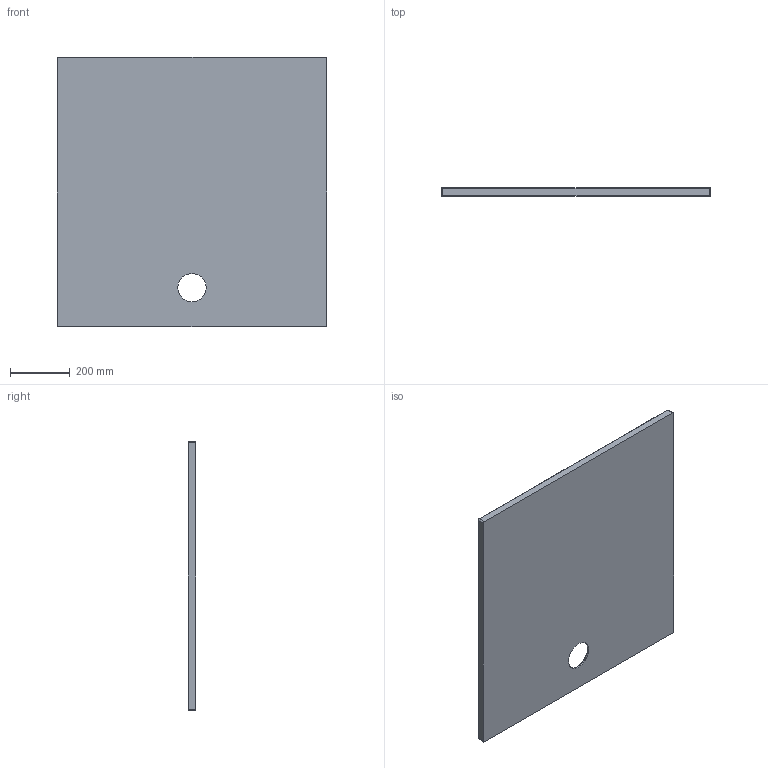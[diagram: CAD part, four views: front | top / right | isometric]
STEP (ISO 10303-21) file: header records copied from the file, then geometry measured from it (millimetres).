
FILE_DESCRIPTION (( 'STEP AP214' ), '1' );
FILE_NAME ('90.STEP', '2019-09-06T10:17:05', ( '' ), ( '' ), 'SwSTEP 2.0', 'SolidWorks 2018', '' );
FILE_SCHEMA (( 'AUTOMOTIVE_DESIGN' ));
Length unit declared in the file: millimetre
Products named in the file (2): 90
Bounding box: 901.82 x 25.95 x 901.82 mm (x, y, z)
Volume: 14653876.5 mm3; surface area: 1704437.9 mm2
Topology: 1 solids, 1 shells, 32 faces, 83 edges, 53 vertices
Faces by surface type: bspline 16, cylinder 6, plane 6, torus 2, cone 2
Entity records: 1853 total; most frequent: CARTESIAN_POINT 1154, ORIENTED_EDGE 166, DIRECTION 94, EDGE_CURVE 83, VERTEX_POINT 53, B_SPLINE_CURVE_WITH_KNOTS 42, AXIS2_PLACEMENT_3D 39, EDGE_LOOP 34
